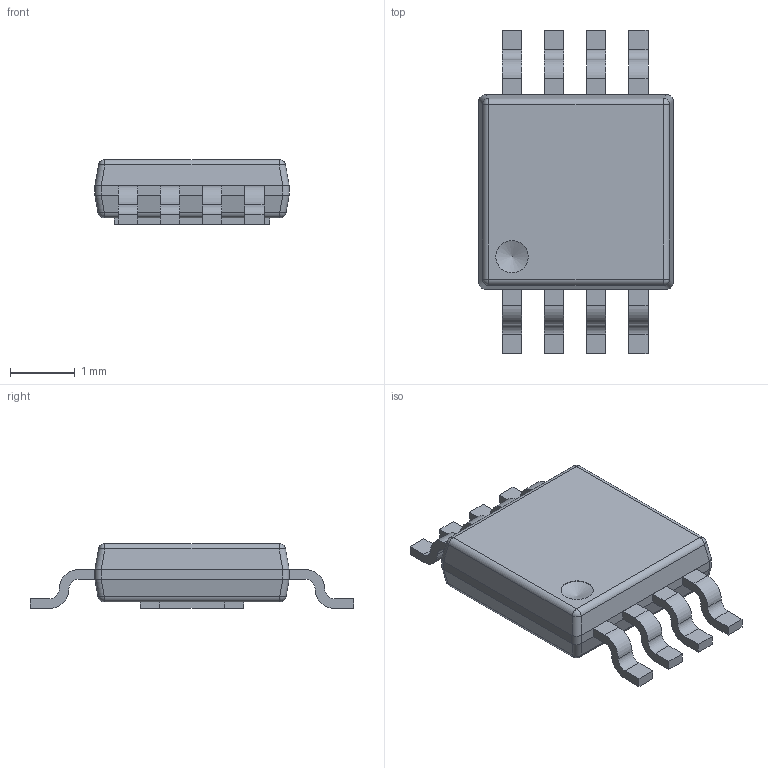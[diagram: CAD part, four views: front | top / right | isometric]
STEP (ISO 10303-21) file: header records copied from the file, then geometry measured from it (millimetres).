
FILE_DESCRIPTION(/* description */ (''),/* implementation_level */ '2;1');
FILE_NAME(/* name */ 'umax8 v0.step',/* time_stamp */ '2017-08-15T14:17:41-04:00',/* author */ (''),/* organization */ (''),/* preprocessor_version */ 'ST-DEVELOPER v16.13',/* originating_system */ 'Autodesk Translation Framework v6.1.1.50',/* authorisation */ '');
FILE_SCHEMA (('AUTOMOTIVE_DESIGN { 1 0 10303 214 3 1 1 }'));
Length unit declared in the file: millimetre
Products named in the file (1): umax8 v0
Bounding box: 3 x 5 x 1 mm (x, y, z)
Volume: 8.6 mm3; surface area: 43.9 mm2
Topology: 10 solids, 10 shells, 154 faces, 377 edges, 243 vertices
Faces by surface type: plane 92, cylinder 53, sphere 8, cone 1
Full cylindrical faces by diameter (mm): 0.5 x1
Entity records: 4523 total; most frequent: DIRECTION 798, CARTESIAN_POINT 771, ORIENTED_EDGE 748, EDGE_CURVE 374, AXIS2_PLACEMENT_3D 269, LINE 260, VECTOR 260, VERTEX_POINT 242
